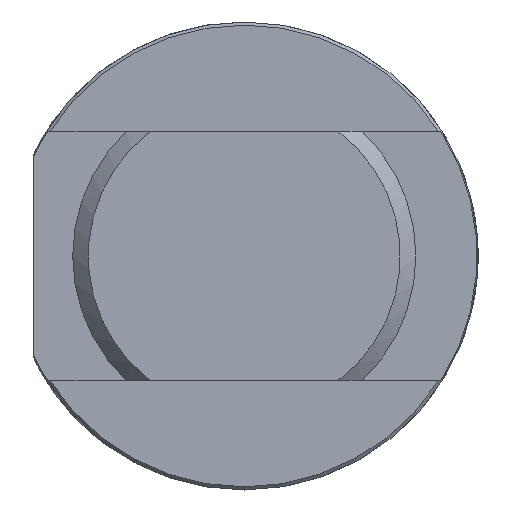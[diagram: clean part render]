
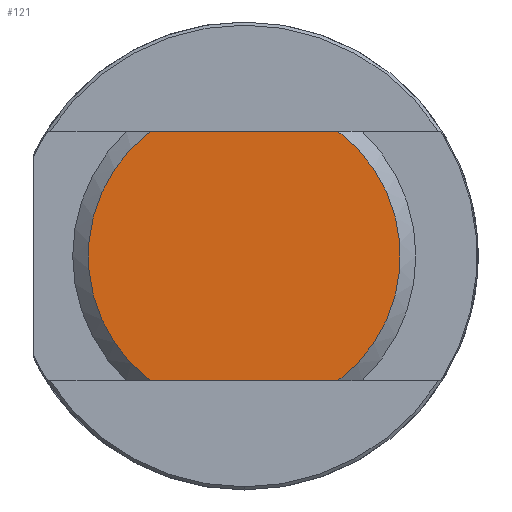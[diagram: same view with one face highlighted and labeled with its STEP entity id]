
A CAD part, left-side view. The second image highlights one B-rep face of the part: STEP entity #121.
In plain terms, the highlighted planar face has unit normal (-1, 0, 0).
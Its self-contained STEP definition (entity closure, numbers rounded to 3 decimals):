
#121 = ADVANCED_FACE ( 'NONE', ( #255 ), #4418, .F. ) ;
#255 = FACE_OUTER_BOUND ( 'NONE', #1196, .T. ) ;
#848 = CIRCLE ( 'NONE', #1724, 10. ) ;
#892 = LINE ( 'NONE', #3170, #894 ) ;
#894 = VECTOR ( 'NONE', #3171, 1000. ) ;
#896 = CIRCLE ( 'NONE', #1747, 10. ) ;
#931 = LINE ( 'NONE', #3313, #933 ) ;
#933 = VECTOR ( 'NONE', #3314, 1000. ) ;
#1196 = EDGE_LOOP ( 'NONE', ( #3759, #3758, #3757, #3756 ) ) ;
#1484 = AXIS2_PLACEMENT_3D ( 'NONE', #4419, #4415, #4414 ) ;
#1724 = AXIS2_PLACEMENT_3D ( 'NONE', #3026, #3034, #3035 ) ;
#1747 = AXIS2_PLACEMENT_3D ( 'NONE', #3161, #3168, #3169 ) ;
#3026 = CARTESIAN_POINT ( 'NONE',  ( 0., 0., 0. ) ) ;
#3034 = DIRECTION ( 'NONE',  ( -1., 0., 0. ) ) ;
#3035 = DIRECTION ( 'NONE',  ( 0., 0., -1. ) ) ;
#3161 = CARTESIAN_POINT ( 'NONE',  ( 0., 0., 0. ) ) ;
#3168 = DIRECTION ( 'NONE',  ( -1., 0., 0. ) ) ;
#3169 = DIRECTION ( 'NONE',  ( 0., 0., -1. ) ) ;
#3170 = CARTESIAN_POINT ( 'NONE',  ( 0., 12.75, -8. ) ) ;
#3171 = DIRECTION ( 'NONE',  ( 0., 1., 0. ) ) ;
#3313 = CARTESIAN_POINT ( 'NONE',  ( 0., 12.75, 8. ) ) ;
#3314 = DIRECTION ( 'NONE',  ( 0., -1., 0. ) ) ;
#3326 = CARTESIAN_POINT ( 'NONE',  ( 0., 6., -8. ) ) ;
#3335 = CARTESIAN_POINT ( 'NONE',  ( 0., 6., 8. ) ) ;
#3355 = CARTESIAN_POINT ( 'NONE',  ( 0., -6., -8. ) ) ;
#3368 = CARTESIAN_POINT ( 'NONE',  ( 0., -6., 8. ) ) ;
#3756 = ORIENTED_EDGE ( 'NONE', *, *, #4152, .F. ) ;
#3757 = ORIENTED_EDGE ( 'NONE', *, *, #4070, .T. ) ;
#3758 = ORIENTED_EDGE ( 'NONE', *, *, #4116, .F. ) ;
#3759 = ORIENTED_EDGE ( 'NONE', *, *, #4115, .T. ) ;
#4070 = EDGE_CURVE ( 'NONE', #4620, #4633, #848, .T. ) ;
#4115 = EDGE_CURVE ( 'NONE', #4600, #4589, #896, .T. ) ;
#4116 = EDGE_CURVE ( 'NONE', #4620, #4589, #892, .T. ) ;
#4152 = EDGE_CURVE ( 'NONE', #4600, #4633, #931, .T. ) ;
#4414 = DIRECTION ( 'NONE',  ( 0., 0., -1. ) ) ;
#4415 = DIRECTION ( 'NONE',  ( 1., 0., 0. ) ) ;
#4418 = PLANE ( 'NONE',  #1484 ) ;
#4419 = CARTESIAN_POINT ( 'NONE',  ( 0., 0., 0. ) ) ;
#4589 = VERTEX_POINT ( 'NONE', #3326 ) ;
#4600 = VERTEX_POINT ( 'NONE', #3335 ) ;
#4620 = VERTEX_POINT ( 'NONE', #3355 ) ;
#4633 = VERTEX_POINT ( 'NONE', #3368 ) ;
